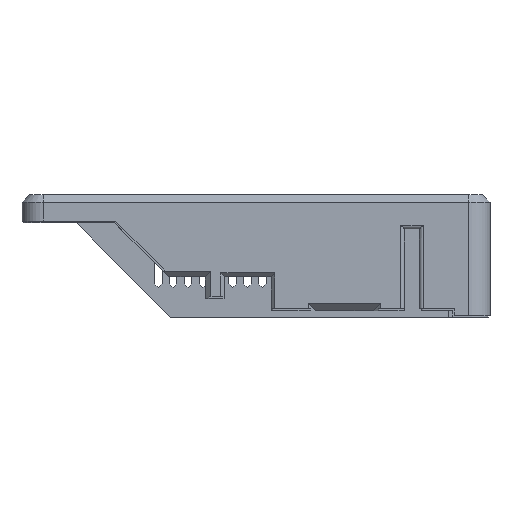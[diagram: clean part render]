
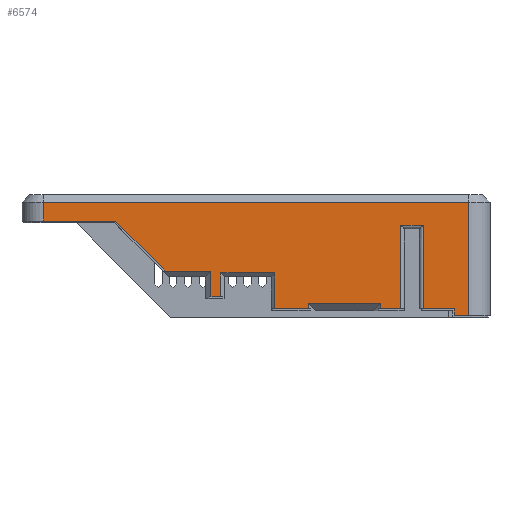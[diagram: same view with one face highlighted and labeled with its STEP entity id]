
A CAD part, front view. The second image highlights one B-rep face of the part: STEP entity #6574.
In plain terms, the highlighted planar face has unit normal (0, -1, 0).
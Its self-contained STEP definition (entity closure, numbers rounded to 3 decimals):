
#197=FACE_OUTER_BOUND('',#533,.T.);
#533=EDGE_LOOP('',(#4672,#4673,#4674,#4675,#4676,#4677,#4678,#4679,#4680,
#4681,#4682,#4683,#4684,#4685,#4686,#4687,#4688,#4689,#4690,#4691,#4692,
#4693,#4694));
#1003=LINE('',#9286,#1909);
#1164=LINE('',#9608,#2070);
#1175=LINE('',#9630,#2081);
#1181=LINE('',#9642,#2087);
#1184=LINE('',#9651,#2090);
#1191=LINE('',#9666,#2097);
#1197=LINE('',#9678,#2103);
#1198=LINE('',#9680,#2104);
#1199=LINE('',#9681,#2105);
#1200=LINE('',#9683,#2106);
#1201=LINE('',#9684,#2107);
#1202=LINE('',#9686,#2108);
#1203=LINE('',#9688,#2109);
#1204=LINE('',#9690,#2110);
#1205=LINE('',#9692,#2111);
#1206=LINE('',#9693,#2112);
#1207=LINE('',#9695,#2113);
#1208=LINE('',#9697,#2114);
#1209=LINE('',#9699,#2115);
#1210=LINE('',#9701,#2116);
#1211=LINE('',#9703,#2117);
#1212=LINE('',#9705,#2118);
#1213=LINE('',#9706,#2119);
#1909=VECTOR('',#7470,10.);
#2070=VECTOR('',#7665,10.);
#2081=VECTOR('',#7682,10.);
#2087=VECTOR('',#7690,10.);
#2090=VECTOR('',#7697,10.);
#2097=VECTOR('',#7710,10.);
#2103=VECTOR('',#7718,10.);
#2104=VECTOR('',#7719,10.);
#2105=VECTOR('',#7720,10.);
#2106=VECTOR('',#7721,10.);
#2107=VECTOR('',#7722,10.);
#2108=VECTOR('',#7723,10.);
#2109=VECTOR('',#7724,10.);
#2110=VECTOR('',#7725,10.);
#2111=VECTOR('',#7726,10.);
#2112=VECTOR('',#7727,10.);
#2113=VECTOR('',#7728,10.);
#2114=VECTOR('',#7729,10.);
#2115=VECTOR('',#7730,10.);
#2116=VECTOR('',#7731,10.);
#2117=VECTOR('',#7732,10.);
#2118=VECTOR('',#7733,10.);
#2119=VECTOR('',#7734,10.);
#2803=VERTEX_POINT('',#9283);
#2804=VERTEX_POINT('',#9285);
#2946=VERTEX_POINT('',#9604);
#2948=VERTEX_POINT('',#9607);
#2956=VERTEX_POINT('',#9629);
#2959=VERTEX_POINT('',#9636);
#2961=VERTEX_POINT('',#9640);
#2963=VERTEX_POINT('',#9645);
#2965=VERTEX_POINT('',#9649);
#2970=VERTEX_POINT('',#9665);
#2975=VERTEX_POINT('',#9677);
#2976=VERTEX_POINT('',#9679);
#2977=VERTEX_POINT('',#9682);
#2978=VERTEX_POINT('',#9685);
#2979=VERTEX_POINT('',#9687);
#2980=VERTEX_POINT('',#9689);
#2981=VERTEX_POINT('',#9691);
#2982=VERTEX_POINT('',#9694);
#2983=VERTEX_POINT('',#9696);
#2984=VERTEX_POINT('',#9698);
#2985=VERTEX_POINT('',#9700);
#2986=VERTEX_POINT('',#9702);
#2987=VERTEX_POINT('',#9704);
#3441=EDGE_CURVE('',#2804,#2803,#1003,.T.);
#3611=EDGE_CURVE('',#2948,#2946,#1164,.T.);
#3622=EDGE_CURVE('',#2948,#2956,#1175,.T.);
#3628=EDGE_CURVE('',#2959,#2961,#1181,.T.);
#3632=EDGE_CURVE('',#2963,#2965,#1184,.T.);
#3639=EDGE_CURVE('',#2970,#2963,#1191,.T.);
#3645=EDGE_CURVE('',#2975,#2946,#1197,.T.);
#3646=EDGE_CURVE('',#2976,#2975,#1198,.T.);
#3647=EDGE_CURVE('',#2959,#2976,#1199,.T.);
#3648=EDGE_CURVE('',#2961,#2977,#1200,.T.);
#3649=EDGE_CURVE('',#2977,#2970,#1201,.T.);
#3650=EDGE_CURVE('',#2978,#2965,#1202,.T.);
#3651=EDGE_CURVE('',#2979,#2978,#1203,.T.);
#3652=EDGE_CURVE('',#2980,#2979,#1204,.T.);
#3653=EDGE_CURVE('',#2980,#2981,#1205,.T.);
#3654=EDGE_CURVE('',#2981,#2804,#1206,.T.);
#3655=EDGE_CURVE('',#2803,#2982,#1207,.T.);
#3656=EDGE_CURVE('',#2983,#2982,#1208,.T.);
#3657=EDGE_CURVE('',#2984,#2983,#1209,.T.);
#3658=EDGE_CURVE('',#2984,#2985,#1210,.T.);
#3659=EDGE_CURVE('',#2985,#2986,#1211,.T.);
#3660=EDGE_CURVE('',#2986,#2987,#1212,.T.);
#3661=EDGE_CURVE('',#2956,#2987,#1213,.T.);
#4672=ORIENTED_EDGE('',*,*,#3611,.T.);
#4673=ORIENTED_EDGE('',*,*,#3645,.F.);
#4674=ORIENTED_EDGE('',*,*,#3646,.F.);
#4675=ORIENTED_EDGE('',*,*,#3647,.F.);
#4676=ORIENTED_EDGE('',*,*,#3628,.T.);
#4677=ORIENTED_EDGE('',*,*,#3648,.T.);
#4678=ORIENTED_EDGE('',*,*,#3649,.T.);
#4679=ORIENTED_EDGE('',*,*,#3639,.T.);
#4680=ORIENTED_EDGE('',*,*,#3632,.T.);
#4681=ORIENTED_EDGE('',*,*,#3650,.F.);
#4682=ORIENTED_EDGE('',*,*,#3651,.F.);
#4683=ORIENTED_EDGE('',*,*,#3652,.F.);
#4684=ORIENTED_EDGE('',*,*,#3653,.T.);
#4685=ORIENTED_EDGE('',*,*,#3654,.T.);
#4686=ORIENTED_EDGE('',*,*,#3441,.T.);
#4687=ORIENTED_EDGE('',*,*,#3655,.T.);
#4688=ORIENTED_EDGE('',*,*,#3656,.F.);
#4689=ORIENTED_EDGE('',*,*,#3657,.F.);
#4690=ORIENTED_EDGE('',*,*,#3658,.T.);
#4691=ORIENTED_EDGE('',*,*,#3659,.T.);
#4692=ORIENTED_EDGE('',*,*,#3660,.T.);
#4693=ORIENTED_EDGE('',*,*,#3661,.F.);
#4694=ORIENTED_EDGE('',*,*,#3622,.F.);
#6277=PLANE('',#6950);
#6574=ADVANCED_FACE('',(#197),#6277,.T.);
#6950=AXIS2_PLACEMENT_3D('',#9676,#7716,#7717);
#7470=DIRECTION('',(1.,0.,0.));
#7665=DIRECTION('',(1.,0.,0.));
#7682=DIRECTION('',(0.,0.,1.));
#7690=DIRECTION('',(1.,0.,0.));
#7697=DIRECTION('',(1.,0.,0.));
#7710=DIRECTION('',(0.,0.,-1.));
#7716=DIRECTION('center_axis',(0.,-1.,0.));
#7717=DIRECTION('ref_axis',(1.,0.,0.));
#7718=DIRECTION('',(0.,0.,-1.));
#7719=DIRECTION('',(-1.,0.,0.));
#7720=DIRECTION('',(0.,0.,1.));
#7721=DIRECTION('',(0.,0.,1.));
#7722=DIRECTION('',(1.,0.,0.));
#7723=DIRECTION('',(0.,0.,-1.));
#7724=DIRECTION('',(-1.,0.,0.));
#7725=DIRECTION('',(0.,0.,1.));
#7726=DIRECTION('',(1.,0.,0.));
#7727=DIRECTION('',(0.,0.,-1.));
#7728=DIRECTION('',(0.,0.,1.));
#7729=DIRECTION('',(1.,0.,0.));
#7730=DIRECTION('',(0.,0.,1.));
#7731=DIRECTION('',(1.,0.,0.));
#7732=DIRECTION('',(0.707,0.,-0.707));
#7733=DIRECTION('',(-0.707,0.,-0.707));
#7734=DIRECTION('',(-1.,0.,0.));
#9283=CARTESIAN_POINT('',(50.25,-38.75,0.6));
#9285=CARTESIAN_POINT('',(46.4,-38.75,0.6));
#9286=CARTESIAN_POINT('',(49.45,-38.75,0.6));
#9604=CARTESIAN_POINT('',(-16.45,-38.75,5.6));
#9607=CARTESIAN_POINT('',(-19.121,-38.75,5.6));
#9608=CARTESIAN_POINT('',(12.64,-38.75,5.6));
#9629=CARTESIAN_POINT('',(-19.121,-38.75,12.475));
#9630=CARTESIAN_POINT('',(-19.121,-38.75,15.1));
#9636=CARTESIAN_POINT('',(-1.95,-38.75,2.4));
#9640=CARTESIAN_POINT('',(7.05,-38.75,2.4));
#9642=CARTESIAN_POINT('',(21.475,-38.75,2.4));
#9645=CARTESIAN_POINT('',(26.55,-38.75,2.4));
#9649=CARTESIAN_POINT('',(32.,-38.75,2.4));
#9651=CARTESIAN_POINT('',(21.475,-38.75,2.4));
#9665=CARTESIAN_POINT('',(26.55,-38.75,3.9));
#9666=CARTESIAN_POINT('',(26.55,-38.75,1.));
#9676=CARTESIAN_POINT('Origin',(45.9,-38.75,0.1));
#9677=CARTESIAN_POINT('',(-16.45,-38.75,12.05));
#9678=CARTESIAN_POINT('',(-16.45,-38.75,15.1));
#9679=CARTESIAN_POINT('',(-1.95,-38.75,12.05));
#9680=CARTESIAN_POINT('',(21.475,-38.75,12.05));
#9681=CARTESIAN_POINT('',(-1.95,-38.75,15.1));
#9682=CARTESIAN_POINT('',(7.05,-38.75,3.9));
#9683=CARTESIAN_POINT('',(7.05,-38.75,1.));
#9684=CARTESIAN_POINT('',(27.475,-38.75,3.9));
#9685=CARTESIAN_POINT('',(32.,-38.75,24.9));
#9686=CARTESIAN_POINT('',(32.,-38.75,1.));
#9687=CARTESIAN_POINT('',(38.,-38.75,24.9));
#9688=CARTESIAN_POINT('',(39.45,-38.75,24.9));
#9689=CARTESIAN_POINT('',(38.,-38.75,2.4));
#9690=CARTESIAN_POINT('',(38.,-38.75,12.));
#9691=CARTESIAN_POINT('',(46.4,-38.75,2.4));
#9692=CARTESIAN_POINT('',(45.9,-38.75,2.4));
#9693=CARTESIAN_POINT('',(46.4,-38.75,0.1));
#9694=CARTESIAN_POINT('',(50.25,-38.75,31.1));
#9695=CARTESIAN_POINT('',(50.25,-38.75,0.1));
#9696=CARTESIAN_POINT('',(-64.25,-38.75,31.1));
#9697=CARTESIAN_POINT('',(19.45,-38.75,31.1));
#9698=CARTESIAN_POINT('',(-64.25,-38.75,26.));
#9699=CARTESIAN_POINT('',(-64.25,-38.75,30.1));
#9700=CARTESIAN_POINT('',(-44.793,-38.75,26.));
#9701=CARTESIAN_POINT('',(0.45,-38.75,26.));
#9702=CARTESIAN_POINT('',(-31.621,-38.75,12.828));
#9703=CARTESIAN_POINT('',(-9.059,-38.75,-9.734));
#9704=CARTESIAN_POINT('',(-31.975,-38.75,12.475));
#9705=CARTESIAN_POINT('',(-15.511,-38.75,28.938));
#9706=CARTESIAN_POINT('',(12.64,-38.75,12.475));
